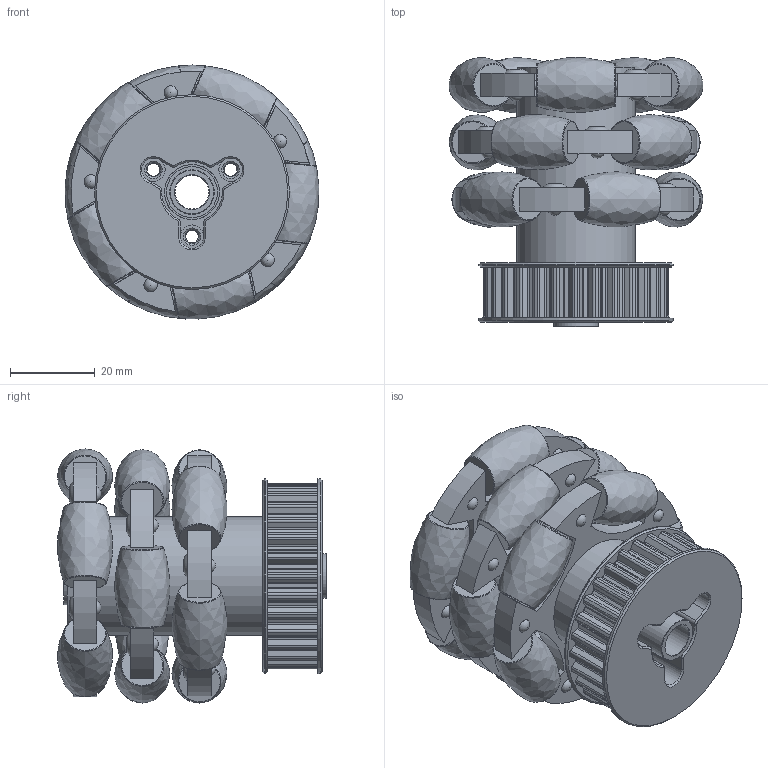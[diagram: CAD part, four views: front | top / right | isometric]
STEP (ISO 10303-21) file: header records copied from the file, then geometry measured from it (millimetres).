
FILE_DESCRIPTION(('FreeCAD Model'),'2;1');
FILE_NAME('Open CASCADE Shape Model','2022-12-27T23:15:13',(''),(''), 'Open CASCADE STEP processor 7.6','FreeCAD','Unknown');
FILE_SCHEMA(('AUTOMOTIVE_DESIGN_CC2 { 1 2 10303 214 -1 1 5 4 }'));
Length unit declared in the file: millimetre
Products named in the file (20): OmniWheelequipedV2; ExternalPlate; Plate; MF128; CoreMF128; SleeveMF128; OmniPancake; MainPlate; Rollers; Roller; Rivets; Rivet; Spacer; Spacer001; MR148; CoreMR148; Sleeve; Pulley28Teeth; Pulley001; Bague 8x10mm
Assembly tree (30 placements, depth 4):
  OmniWheelequipedV2
    ExternalPlate
      Plate
      MF128
        CoreMF128
        SleeveMF128
    OmniPancake  x3
      MainPlate
      Rollers
        Roller  x5
      Rivets
        Rivet  x5
    Spacer  x2
      Spacer001
      MR148
        CoreMR148
        Sleeve
    Pulley28Teeth
      Pulley001
    Bague 8x10mm
Bounding box: 59.93 x 63.45 x 59.95 mm (x, y, z)
Volume: 82777.3 mm3; surface area: 52327.6 mm2
Topology: 45 solids, 45 shells, 746 faces, 1844 edges, 1230 vertices
Faces by surface type: cylinder 376, plane 233, cone 62, bspline 30, sphere 30, revolution 15
Full cylindrical faces by diameter (mm): 1.6 x15, 2 x30, 3 x18, 3.1 x6, 3.2 x30, 3.3 x3, 3.5 x12, 4.1 x6, 5.5 x3, 8 x4, 9 x1, 9.2 x1, 10 x6, 10.5 x1, 10.8 x1, 11 x1, 12 x11, 13 x3, 13.6 x1, 14 x2, 14.3 x2, 27.5 x1, 28 x9, 46 x2
Entity records: 15243 total; most frequent: DIRECTION 2799, CARTESIAN_POINT 2707, ORIENTED_EDGE 2434, EDGE_CURVE 1217, AXIS2_PLACEMENT_3D 1135, VERTEX_POINT 833, CIRCLE 682, LINE 528
